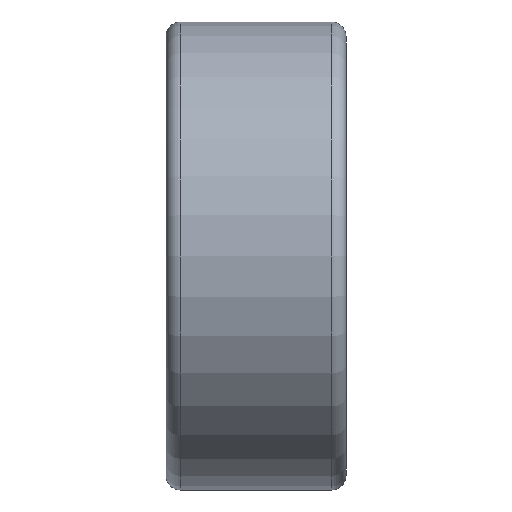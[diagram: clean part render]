
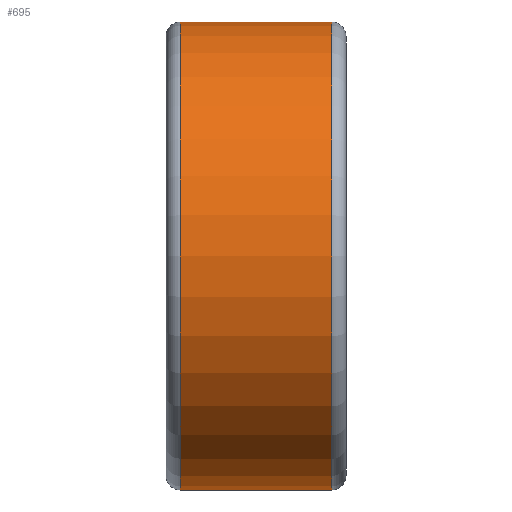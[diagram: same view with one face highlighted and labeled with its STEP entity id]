
A CAD part, front view. The second image highlights one B-rep face of the part: STEP entity #695.
In plain terms, the highlighted cylindrical face has radius 13 mm (diameter 26 mm), a full revolution.
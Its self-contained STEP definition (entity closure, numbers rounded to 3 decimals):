
#695 = ADVANCED_FACE( '', ( #730, #731 ), #732, .T. );
#730 = FACE_OUTER_BOUND( '', #774, .T. );
#731 = FACE_OUTER_BOUND( '', #775, .T. );
#732 = CYLINDRICAL_SURFACE( '', #776, 13. );
#774 = EDGE_LOOP( '', ( #835 ) );
#775 = EDGE_LOOP( '', ( #836 ) );
#776 = AXIS2_PLACEMENT_3D( '', #837, #838, #839 );
#835 = ORIENTED_EDGE( '', *, *, #864, .T. );
#836 = ORIENTED_EDGE( '', *, *, #872, .F. );
#837 = CARTESIAN_POINT( '', ( 50., 0., 0. ) );
#838 = DIRECTION( '', ( -1., 0., 0. ) );
#839 = DIRECTION( '', ( 0., 0., -1. ) );
#864 = EDGE_CURVE( '', #879, #879, #880, .T. );
#872 = EDGE_CURVE( '', #895, #895, #896, .T. );
#879 = VERTEX_POINT( '', #907 );
#880 = CIRCLE( '', #908, 13. );
#895 = VERTEX_POINT( '', #923 );
#896 = CIRCLE( '', #924, 13. );
#907 = CARTESIAN_POINT( '', ( 0.8, 0., -13. ) );
#908 = AXIS2_PLACEMENT_3D( '', #936, #937, #938 );
#923 = CARTESIAN_POINT( '', ( 9.2, 0., -13. ) );
#924 = AXIS2_PLACEMENT_3D( '', #960, #961, #962 );
#936 = CARTESIAN_POINT( '', ( 0.8, 0., 0. ) );
#937 = DIRECTION( '', ( 1., 0., 0. ) );
#938 = DIRECTION( '', ( 0., 0., -1. ) );
#960 = CARTESIAN_POINT( '', ( 9.2, 0., 0. ) );
#961 = DIRECTION( '', ( 1., 0., 0. ) );
#962 = DIRECTION( '', ( 0., 0., -1. ) );
